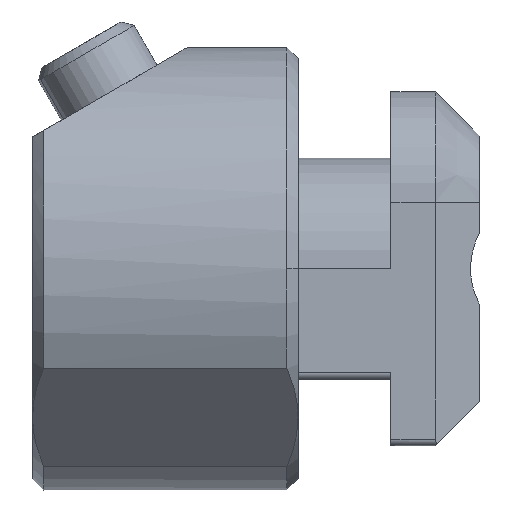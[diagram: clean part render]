
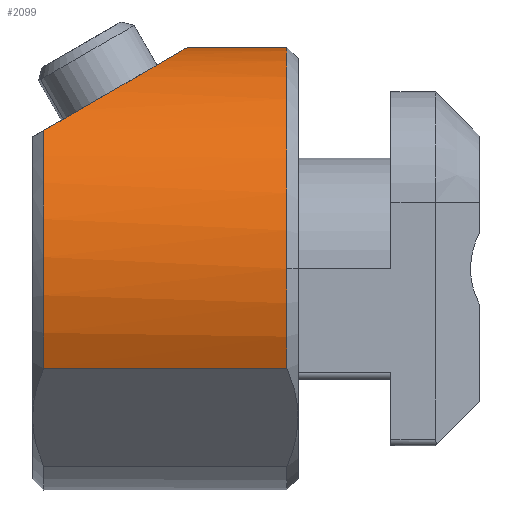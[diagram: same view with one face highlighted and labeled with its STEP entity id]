
A CAD part, left-side view. The second image highlights one B-rep face of the part: STEP entity #2099.
In plain terms, the highlighted cylindrical face has radius 10 mm (diameter 20 mm), a partial arc.
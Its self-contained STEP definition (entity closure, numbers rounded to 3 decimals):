
#1 = CARTESIAN_POINT ( 'NONE',  ( 1.278, -3.38, 0.759 ) ) ;
#4 = DIRECTION ( 'NONE',  ( 0., 1., 0. ) ) ;
#6 = DIRECTION ( 'NONE',  ( 0., 0., 1. ) ) ;
#11 = CARTESIAN_POINT ( 'NONE',  ( 1.278, 1.12, 10.759 ) ) ;
#14 = CARTESIAN_POINT ( 'NONE',  ( -1.813, 1.12, 10.759 ) ) ;
#246 = CARTESIAN_POINT ( 'NONE',  ( -8.08, 7.62, -2.894 ) ) ;
#247 = CARTESIAN_POINT ( 'NONE',  ( -7.647, 7.62, -3.75 ) ) ;
#251 = CARTESIAN_POINT ( 'NONE',  ( -8.383, 7.62, -1.994 ) ) ;
#252 = CARTESIAN_POINT ( 'NONE',  ( -8.643, 7.62, -0.581 ) ) ;
#253 = CARTESIAN_POINT ( 'NONE',  ( -8.696, 7.62, -0.106 ) ) ;
#254 = CARTESIAN_POINT ( 'NONE',  ( -8.733, 7.62, 0.84 ) ) ;
#255 = CARTESIAN_POINT ( 'NONE',  ( -8.718, 7.62, 1.313 ) ) ;
#256 = CARTESIAN_POINT ( 'NONE',  ( -8.62, 7.62, 2.259 ) ) ;
#257 = CARTESIAN_POINT ( 'NONE',  ( -8.536, 7.62, 2.735 ) ) ;
#258 = CARTESIAN_POINT ( 'NONE',  ( -8.305, 7.62, 3.656 ) ) ;
#259 = CARTESIAN_POINT ( 'NONE',  ( -8.157, 7.62, 4.105 ) ) ;
#260 = CARTESIAN_POINT ( 'NONE',  ( -7.799, 7.62, 4.982 ) ) ;
#261 = CARTESIAN_POINT ( 'NONE',  ( -7.586, 7.62, 5.412 ) ) ;
#262 = CARTESIAN_POINT ( 'NONE',  ( -7.101, 7.62, 6.238 ) ) ;
#263 = CARTESIAN_POINT ( 'NONE',  ( -6.83, 7.62, 6.632 ) ) ;
#264 = CARTESIAN_POINT ( 'NONE',  ( -6.53, 7.62, 7.006 ) ) ;
#488 = CARTESIAN_POINT ( 'NONE',  ( 1.278, 1.12, 10.759 ) ) ;
#498 = CARTESIAN_POINT ( 'NONE',  ( 1.278, -3.38, 10.759 ) ) ;
#524 = CIRCLE ( 'NONE', #1664, 10. ) ;
#531 = VECTOR ( 'NONE', #2253, 1000. ) ;
#536 =( BOUNDED_CURVE ( )  B_SPLINE_CURVE ( 3, ( #11, #14, #2258, #2254 ),
 .UNSPECIFIED., .F., .F. ) 
 B_SPLINE_CURVE_WITH_KNOTS ( ( 4, 4 ),
 ( 3.142, 4.038 ),
 .UNSPECIFIED. ) 
 CURVE ( )  GEOMETRIC_REPRESENTATION_ITEM ( )  RATIONAL_B_SPLINE_CURVE ( ( 1., 0.934, 0.934, 1. ) ) 
 REPRESENTATION_ITEM ( '' )  );
#537 = LINE ( 'NONE', #2255, #531 ) ;
#540 = CIRCLE ( 'NONE', #1672, 10. ) ;
#547 = VERTEX_POINT ( 'NONE', #488 ) ;
#667 = VERTEX_POINT ( 'NONE', #498 ) ;
#684 = B_SPLINE_CURVE_WITH_KNOTS ( 'NONE', 3,
 ( #247, #246, #251, #252, #253, #254, #255, #256, #257, #258, #259, #260, #261, #262, #263, #264 ),
 .UNSPECIFIED., .F., .F.,
 ( 4, 2, 2, 2, 2, 2, 2, 4 ),
 ( 0., 0.003, 0.004, 0.006, 0.007, 0.009, 0.01, 0.011 ),
 .UNSPECIFIED. ) ;
#771 = ORIENTED_EDGE ( 'NONE', *, *, #1779, .T. ) ;
#773 = ORIENTED_EDGE ( 'NONE', *, *, #1797, .T. ) ;
#940 = ORIENTED_EDGE ( 'NONE', *, *, #1954, .F. ) ;
#999 = ORIENTED_EDGE ( 'NONE', *, *, #1765, .T. ) ;
#1084 = EDGE_LOOP ( 'NONE', ( #773, #999, #771, #1242, #940, #1233 ) ) ;
#1139 = VERTEX_POINT ( 'NONE', #2394 ) ;
#1146 = VERTEX_POINT ( 'NONE', #2313 ) ;
#1181 = VERTEX_POINT ( 'NONE', #2324 ) ;
#1233 = ORIENTED_EDGE ( 'NONE', *, *, #1825, .T. ) ;
#1242 = ORIENTED_EDGE ( 'NONE', *, *, #1761, .T. ) ;
#1252 = VERTEX_POINT ( 'NONE', #2382 ) ;
#1415 = AXIS2_PLACEMENT_3D ( 'NONE', #2607, #2605, #2603 ) ;
#1466 = CYLINDRICAL_SURFACE ( 'NONE', #1415, 10. ) ;
#1485 = FACE_OUTER_BOUND ( 'NONE', #1084, .T. ) ;
#1664 = AXIS2_PLACEMENT_3D ( 'NONE', #2151, #2152, #2153 ) ;
#1672 = AXIS2_PLACEMENT_3D ( 'NONE', #1, #4, #6 ) ;
#1761 = EDGE_CURVE ( 'NONE', #547, #1139, #536, .T. ) ;
#1765 = EDGE_CURVE ( 'NONE', #1181, #667, #540, .T. ) ;
#1779 = EDGE_CURVE ( 'NONE', #667, #547, #537, .T. ) ;
#1797 = EDGE_CURVE ( 'NONE', #1252, #1181, #524, .T. ) ;
#1825 = EDGE_CURVE ( 'NONE', #1146, #1252, #1909, .T. ) ;
#1904 = VECTOR ( 'NONE', #2200, 1000. ) ;
#1909 = LINE ( 'NONE', #2199, #1904 ) ;
#1954 = EDGE_CURVE ( 'NONE', #1146, #1139, #684, .T. ) ;
#2099 = ADVANCED_FACE ( 'NONE', ( #1485 ), #1466, .T. ) ;
#2151 = CARTESIAN_POINT ( 'NONE',  ( 1.278, -3.38, 0.759 ) ) ;
#2152 = DIRECTION ( 'NONE',  ( 0., 1., 0. ) ) ;
#2153 = DIRECTION ( 'NONE',  ( 0., 0., 1. ) ) ;
#2199 = CARTESIAN_POINT ( 'NONE',  ( -7.647, -3.88, -3.75 ) ) ;
#2200 = DIRECTION ( 'NONE',  ( 0., -1., 0. ) ) ;
#2253 = DIRECTION ( 'NONE',  ( 0., 1., 0. ) ) ;
#2254 = CARTESIAN_POINT ( 'NONE',  ( -6.53, 7.62, 7.006 ) ) ;
#2255 = CARTESIAN_POINT ( 'NONE',  ( 1.278, -3.88, 10.759 ) ) ;
#2258 = CARTESIAN_POINT ( 'NONE',  ( -4.599, 3.439, 9.42 ) ) ;
#2313 = CARTESIAN_POINT ( 'NONE',  ( -7.647, 7.62, -3.75 ) ) ;
#2324 = CARTESIAN_POINT ( 'NONE',  ( -8.722, -3.38, 0.759 ) ) ;
#2382 = CARTESIAN_POINT ( 'NONE',  ( -7.647, -3.38, -3.75 ) ) ;
#2394 = CARTESIAN_POINT ( 'NONE',  ( -6.53, 7.62, 7.006 ) ) ;
#2603 = DIRECTION ( 'NONE',  ( 0., 0., 1. ) ) ;
#2605 = DIRECTION ( 'NONE',  ( 0., 1., 0. ) ) ;
#2607 = CARTESIAN_POINT ( 'NONE',  ( 1.278, -3.88, 0.759 ) ) ;
